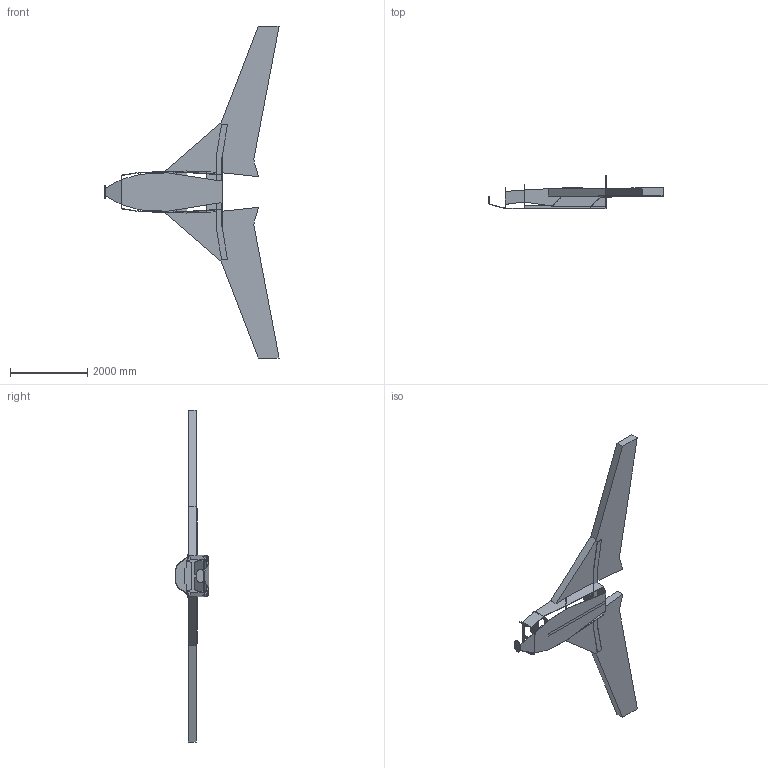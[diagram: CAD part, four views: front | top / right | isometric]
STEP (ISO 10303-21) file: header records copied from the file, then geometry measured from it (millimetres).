
FILE_DESCRIPTION(/* description */ (''),/* implementation_level */ '2;1');
FILE_NAME(/* name */ 'CozyIV General Arrangement v1.step',/* time_stamp */ '2025-10-29T17:45:55-04:00',/* author */ (''),/* organization */ (''),/* preprocessor_version */ 'ST-DEVELOPER v20.1',/* originating_system */ 'Autodesk Translation Framework v14.17.0.0',/* authorisation */ '');
FILE_SCHEMA (('AUTOMOTIVE_DESIGN { 1 0 10303 214 3 1 1 }'));
Length unit declared in the file: inch
Products named in the file (1): CozyIV General Arrangement
Bounding box: 4495.8 x 873.53 x 8572.5 mm (x, y, z)
Volume: 1788139823.2 mm3; surface area: 40567376 mm2
Topology: 18 solids, 18 shells, 994 faces, 2874 edges, 1914 vertices
Faces by surface type: cylinder 562, plane 432
Full cylindrical faces by diameter (mm): 4.762 x13, 4.763 x1, 12.7 x2
Entity records: 33292 total; most frequent: DIRECTION 5988, CARTESIAN_POINT 5783, ORIENTED_EDGE 5748, EDGE_CURVE 2874, AXIS2_PLACEMENT_3D 2119, VERTEX_POINT 1914, LINE 1750, VECTOR 1750
